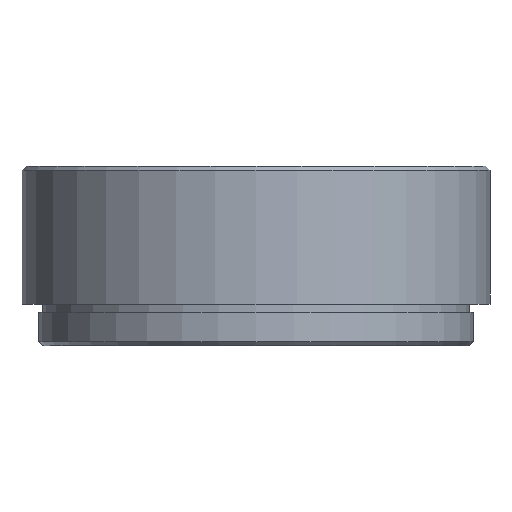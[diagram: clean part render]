
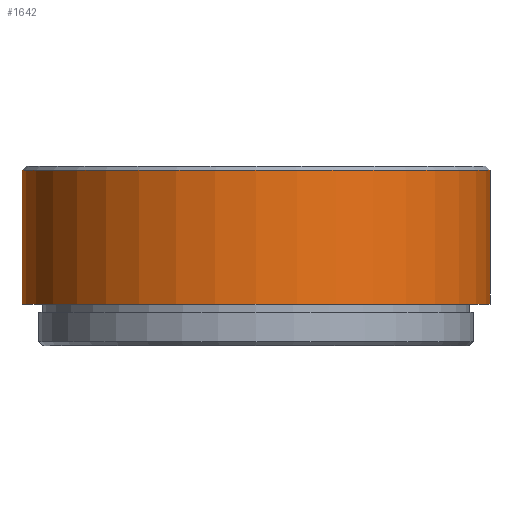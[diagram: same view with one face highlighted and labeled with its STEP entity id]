
A CAD part, front view. The second image highlights one B-rep face of the part: STEP entity #1642.
In plain terms, the highlighted cylindrical face has radius 28 mm (diameter 56 mm), a partial arc.
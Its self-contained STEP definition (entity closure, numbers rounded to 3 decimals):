
#84 = VERTEX_POINT ( 'NONE', #184 ) ;
#96 = EDGE_CURVE ( 'NONE', #1570, #1581, #443, .T. ) ;
#97 = CIRCLE ( 'NONE', #1265, 28. ) ;
#181 = CARTESIAN_POINT ( 'NONE',  ( 0., 0., 21.5 ) ) ;
#184 = CARTESIAN_POINT ( 'NONE',  ( 28., 0., 21. ) ) ;
#300 = DIRECTION ( 'NONE',  ( -1., 0., 0. ) ) ;
#339 = LINE ( 'NONE', #1149, #662 ) ;
#351 = EDGE_CURVE ( 'NONE', #84, #648, #97, .T. ) ;
#443 = CIRCLE ( 'NONE', #905, 28. ) ;
#482 = DIRECTION ( 'NONE',  ( 0., 0., -1. ) ) ;
#524 = DIRECTION ( 'NONE',  ( 0., 0., -1. ) ) ;
#540 = AXIS2_PLACEMENT_3D ( 'NONE', #181, #1534, #300 ) ;
#578 = CARTESIAN_POINT ( 'NONE',  ( 0., 0., 21. ) ) ;
#609 = CYLINDRICAL_SURFACE ( 'NONE', #540, 28. ) ;
#615 = ORIENTED_EDGE ( 'NONE', *, *, #96, .F. ) ;
#648 = VERTEX_POINT ( 'NONE', #1489 ) ;
#662 = VECTOR ( 'NONE', #1714, 1000. ) ;
#706 = DIRECTION ( 'NONE',  ( 1., 0., 0. ) ) ;
#819 = LINE ( 'NONE', #1207, #826 ) ;
#826 = VECTOR ( 'NONE', #524, 1000. ) ;
#905 = AXIS2_PLACEMENT_3D ( 'NONE', #1287, #482, #1697 ) ;
#911 = EDGE_CURVE ( 'NONE', #84, #1570, #339, .T. ) ;
#1130 = DIRECTION ( 'NONE',  ( 0., 0., -1. ) ) ;
#1149 = CARTESIAN_POINT ( 'NONE',  ( 28., 0., 21.5 ) ) ;
#1207 = CARTESIAN_POINT ( 'NONE',  ( -28., 0., 21.5 ) ) ;
#1265 = AXIS2_PLACEMENT_3D ( 'NONE', #578, #1130, #706 ) ;
#1287 = CARTESIAN_POINT ( 'NONE',  ( 0., 0., 5. ) ) ;
#1340 = ORIENTED_EDGE ( 'NONE', *, *, #1537, .T. ) ;
#1399 = FACE_OUTER_BOUND ( 'NONE', #1695, .T. ) ;
#1489 = CARTESIAN_POINT ( 'NONE',  ( -28., 0., 21. ) ) ;
#1499 = ORIENTED_EDGE ( 'NONE', *, *, #911, .F. ) ;
#1534 = DIRECTION ( 'NONE',  ( 0., 0., -1. ) ) ;
#1537 = EDGE_CURVE ( 'NONE', #648, #1581, #819, .T. ) ;
#1570 = VERTEX_POINT ( 'NONE', #1654 ) ;
#1581 = VERTEX_POINT ( 'NONE', #1689 ) ;
#1642 = ADVANCED_FACE ( 'NONE', ( #1399 ), #609, .T. ) ;
#1647 = ORIENTED_EDGE ( 'NONE', *, *, #351, .T. ) ;
#1654 = CARTESIAN_POINT ( 'NONE',  ( 28., 0., 5. ) ) ;
#1689 = CARTESIAN_POINT ( 'NONE',  ( -28., 0., 5. ) ) ;
#1695 = EDGE_LOOP ( 'NONE', ( #1499, #1647, #1340, #615 ) ) ;
#1697 = DIRECTION ( 'NONE',  ( -1., 0., 0. ) ) ;
#1714 = DIRECTION ( 'NONE',  ( 0., 0., -1. ) ) ;
